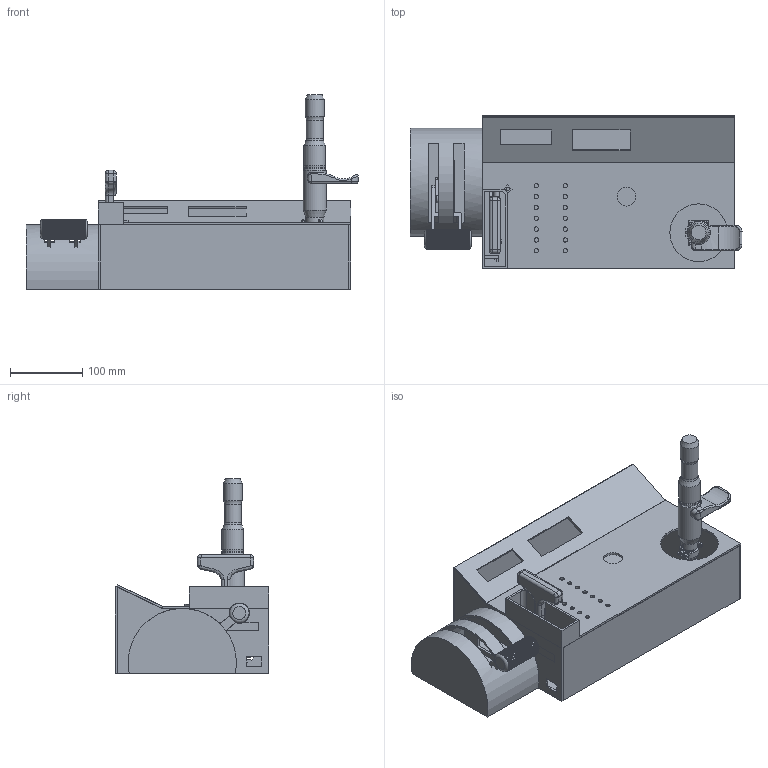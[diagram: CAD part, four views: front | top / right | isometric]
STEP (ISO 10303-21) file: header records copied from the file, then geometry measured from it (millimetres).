
FILE_DESCRIPTION(/* description */ (''),/* implementation_level */ '2;1');
FILE_NAME(/* name */ 'Kontroller v1.1 v5.step',/* time_stamp */ '2022-03-07T15:00:17-03:00',/* author */ (''),/* organization */ (''),/* preprocessor_version */ 'ST-DEVELOPER v18.1',/* originating_system */ 'Autodesk Translation Framework v10.13.0.1454',/* authorisation */ '');
FILE_SCHEMA (('AUTOMOTIVE_DESIGN { 1 0 10303 214 3 1 1 }'));
Length unit declared in the file: millimetre
Products named in the file (38): Kontroller v1.1; Derives; Attitude Control v21; Fixed; Joystick Module; Stick; Axis; Potentiometer; Joystick; Adapter1; Handle; Throttle v18; External; Slider; Handle (1); Interface; 1; 2; 3; Translation v6; Fixed (1); Support; Interface (1); X-Y Drive; X Stick; Slider (1); Y Stick; Slider (2); Z Drive; 3362P-1-102LF v1; Pivot; Pivot2; Z Stick; Handle (2); Enclosure; Panel; Throttle Enclosure; Translation Enclosure
Assembly tree (39 placements, depth 7):
  Kontroller v1.1
    Derives
      Attitude Control v21
        Fixed
          Joystick Module
            Stick
              Axis
          Potentiometer
        Joystick
          Adapter1
        Handle
      Throttle v18
        External
          Slider
        Handle (1)
        Interface
          1
          2
          3
      Translation v6
        Fixed (1)
          3362P-1-102LF v1
          Support
        Interface (1)
          X-Y Drive
          X Stick
            Slider (1)
          Y Stick
            Slider (2)
          Z Drive
            3362P-1-102LF v1  x2
            Pivot
            Pivot2
          Z Stick
        Handle (2)
    Enclosure
    Panel
    Throttle Enclosure
    Translation Enclosure
Bounding box: 460 x 213 x 270.06 mm (x, y, z)
Volume: 1139604 mm3; surface area: 703594.4 mm2
Topology: 41 solids, 41 shells, 1664 faces, 4411 edges, 2801 vertices
Faces by surface type: plane 962, cylinder 397, bspline 242, cone 26, sphere 21, torus 16
Full cylindrical faces by diameter (mm): 0.25 x3, 0.5 x9, 2.77 x6, 3 x7, 3.5 x4, 4 x5, 5 x3, 5.75 x2, 6 x14, 6.351 x4, 6.927 x8, 8 x5, 9 x6, 9.5 x1, 10 x4, 10.5 x1, 10.75 x1, 23.075 x1, 25 x1, 26 x2, 29.967 x1, 30 x1, 32 x1, 80 x1
Entity records: 47806 total; most frequent: CARTESIAN_POINT 17945, ORIENTED_EDGE 6246, DIRECTION 5443, EDGE_CURVE 3123, VERTEX_POINT 1999, LINE 1841, VECTOR 1841, AXIS2_PLACEMENT_3D 1801
